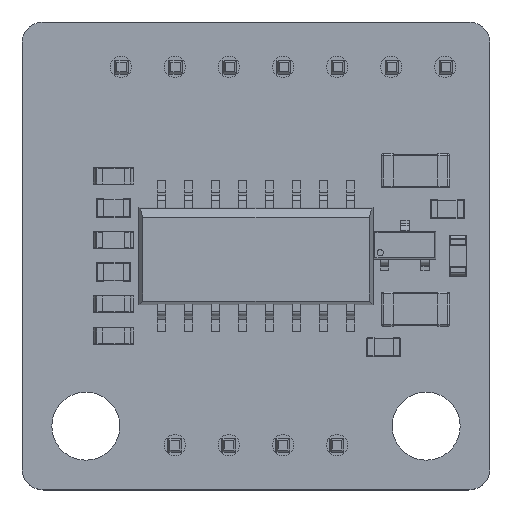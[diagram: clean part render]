
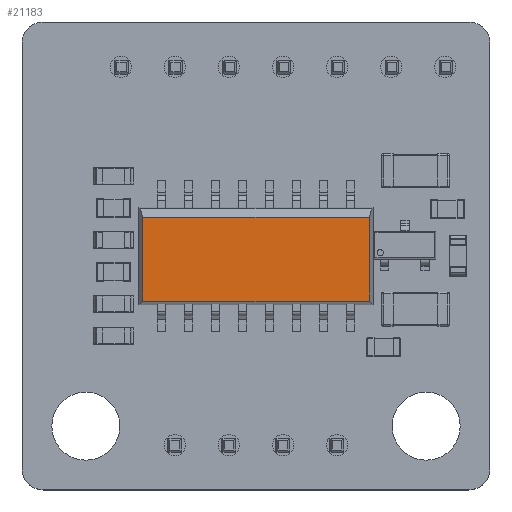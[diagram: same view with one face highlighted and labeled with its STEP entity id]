
A CAD part, top view. The second image highlights one B-rep face of the part: STEP entity #21183.
In plain terms, the highlighted free-form (B-spline) face has degree [1, 1] with [2, 2] control points.
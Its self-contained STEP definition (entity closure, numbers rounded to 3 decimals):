
#21183 = ADVANCED_FACE('',(#21184),#21197,.F.);
#21184 = FACE_BOUND('',#21185,.F.);
#21185 = EDGE_LOOP('',(#21186,#21218,#21243,#21268));
#21186 = ORIENTED_EDGE('',*,*,#21187,.F.);
#21187 = EDGE_CURVE('',#21188,#21190,#21192,.T.);
#21188 = VERTEX_POINT('',#21189);
#21189 = CARTESIAN_POINT('',(5.334,1.,-2.124));
#21190 = VERTEX_POINT('',#21191);
#21191 = CARTESIAN_POINT('',(-5.334,1.,-2.124));
#21192 = SURFACE_CURVE('',#21193,(#21196,#21207),.PCURVE_S1.);
#21193 = B_SPLINE_CURVE_WITH_KNOTS('',1,(#21194,#21195),.UNSPECIFIED.,
  .F.,.F.,(2,2),(-5.334,5.334),
  .PIECEWISE_BEZIER_KNOTS.);
#21194 = CARTESIAN_POINT('',(5.334,1.,-2.124));
#21195 = CARTESIAN_POINT('',(-5.334,1.,-2.124));
#21196 = PCURVE('',#21197,#21202);
#21197 = B_SPLINE_SURFACE_WITH_KNOTS('',1,1,(
    (#21198,#21199)
    ,(#21200,#21201
    )),.UNSPECIFIED.,.F.,.F.,.F.,(2,2),(2,2),(-1.808,
    2.124),(-5.334,5.334),
  .PIECEWISE_BEZIER_KNOTS.);
#21198 = CARTESIAN_POINT('',(-5.334,1.,1.808));
#21199 = CARTESIAN_POINT('',(5.334,1.,1.808));
#21200 = CARTESIAN_POINT('',(-5.334,1.,-2.124));
#21201 = CARTESIAN_POINT('',(5.334,1.,-2.124));
#21202 = DEFINITIONAL_REPRESENTATION('',(#21203),#21206);
#21203 = B_SPLINE_CURVE_WITH_KNOTS('',1,(#21204,#21205),.UNSPECIFIED.,
  .F.,.F.,(2,2),(-5.334,5.334),
  .PIECEWISE_BEZIER_KNOTS.);
#21204 = CARTESIAN_POINT('',(2.124,5.334));
#21205 = CARTESIAN_POINT('',(2.124,-5.334));
#21206 = ( GEOMETRIC_REPRESENTATION_CONTEXT(2) 
PARAMETRIC_REPRESENTATION_CONTEXT() REPRESENTATION_CONTEXT('2D SPACE',''
  ) );
#21207 = PCURVE('',#21208,#21213);
#21208 = B_SPLINE_SURFACE_WITH_KNOTS('',1,1,(
    (#21209,#21210)
    ,(#21211,#21212
  )),.UNSPECIFIED.,.F.,.F.,.F.,(2,2),(2,2),(-5.51,5.51),(
    0.,1.015),.PIECEWISE_BEZIER_KNOTS.);
#21209 = CARTESIAN_POINT('',(5.51,1.,-2.124));
#21210 = CARTESIAN_POINT('',(5.51,0.,-2.3));
#21211 = CARTESIAN_POINT('',(-5.51,1.,-2.124));
#21212 = CARTESIAN_POINT('',(-5.51,0.,-2.3));
#21213 = DEFINITIONAL_REPRESENTATION('',(#21214),#21217);
#21214 = B_SPLINE_CURVE_WITH_KNOTS('',1,(#21215,#21216),.UNSPECIFIED.,
  .F.,.F.,(2,2),(-5.334,5.334),
  .PIECEWISE_BEZIER_KNOTS.);
#21215 = CARTESIAN_POINT('',(-5.334,0.));
#21216 = CARTESIAN_POINT('',(5.334,0.));
#21217 = ( GEOMETRIC_REPRESENTATION_CONTEXT(2) 
PARAMETRIC_REPRESENTATION_CONTEXT() REPRESENTATION_CONTEXT('2D SPACE',''
  ) );
#21218 = ORIENTED_EDGE('',*,*,#21219,.F.);
#21219 = EDGE_CURVE('',#21220,#21188,#21222,.T.);
#21220 = VERTEX_POINT('',#21221);
#21221 = CARTESIAN_POINT('',(5.334,1.,1.808));
#21222 = SURFACE_CURVE('',#21223,(#21226,#21232),.PCURVE_S1.);
#21223 = B_SPLINE_CURVE_WITH_KNOTS('',1,(#21224,#21225),.UNSPECIFIED.,
  .F.,.F.,(2,2),(-1.808,2.124),
  .PIECEWISE_BEZIER_KNOTS.);
#21224 = CARTESIAN_POINT('',(5.334,1.,1.808));
#21225 = CARTESIAN_POINT('',(5.334,1.,-2.124));
#21226 = PCURVE('',#21197,#21227);
#21227 = DEFINITIONAL_REPRESENTATION('',(#21228),#21231);
#21228 = B_SPLINE_CURVE_WITH_KNOTS('',1,(#21229,#21230),.UNSPECIFIED.,
  .F.,.F.,(2,2),(-1.808,2.124),
  .PIECEWISE_BEZIER_KNOTS.);
#21229 = CARTESIAN_POINT('',(-1.808,5.334));
#21230 = CARTESIAN_POINT('',(2.124,5.334));
#21231 = ( GEOMETRIC_REPRESENTATION_CONTEXT(2) 
PARAMETRIC_REPRESENTATION_CONTEXT() REPRESENTATION_CONTEXT('2D SPACE',''
  ) );
#21232 = PCURVE('',#21233,#21238);
#21233 = B_SPLINE_SURFACE_WITH_KNOTS('',1,1,(
    (#21234,#21235)
    ,(#21236,#21237
    )),.UNSPECIFIED.,.F.,.F.,.F.,(2,2),(2,2),(-2.3,2.3),(0.,
    1.015),.PIECEWISE_BEZIER_KNOTS.);
#21234 = CARTESIAN_POINT('',(5.334,1.,2.3));
#21235 = CARTESIAN_POINT('',(5.51,0.,2.3));
#21236 = CARTESIAN_POINT('',(5.334,1.,-2.3));
#21237 = CARTESIAN_POINT('',(5.51,0.,-2.3));
#21238 = DEFINITIONAL_REPRESENTATION('',(#21239),#21242);
#21239 = B_SPLINE_CURVE_WITH_KNOTS('',1,(#21240,#21241),.UNSPECIFIED.,
  .F.,.F.,(2,2),(-1.808,2.124),
  .PIECEWISE_BEZIER_KNOTS.);
#21240 = CARTESIAN_POINT('',(-1.808,0.));
#21241 = CARTESIAN_POINT('',(2.124,0.));
#21242 = ( GEOMETRIC_REPRESENTATION_CONTEXT(2) 
PARAMETRIC_REPRESENTATION_CONTEXT() REPRESENTATION_CONTEXT('2D SPACE',''
  ) );
#21243 = ORIENTED_EDGE('',*,*,#21244,.F.);
#21244 = EDGE_CURVE('',#21245,#21220,#21247,.T.);
#21245 = VERTEX_POINT('',#21246);
#21246 = CARTESIAN_POINT('',(-5.334,1.,1.808));
#21247 = SURFACE_CURVE('',#21248,(#21251,#21257),.PCURVE_S1.);
#21248 = B_SPLINE_CURVE_WITH_KNOTS('',1,(#21249,#21250),.UNSPECIFIED.,
  .F.,.F.,(2,2),(0.176,10.844),
  .PIECEWISE_BEZIER_KNOTS.);
#21249 = CARTESIAN_POINT('',(-5.334,1.,1.808));
#21250 = CARTESIAN_POINT('',(5.334,1.,1.808));
#21251 = PCURVE('',#21197,#21252);
#21252 = DEFINITIONAL_REPRESENTATION('',(#21253),#21256);
#21253 = B_SPLINE_CURVE_WITH_KNOTS('',1,(#21254,#21255),.UNSPECIFIED.,
  .F.,.F.,(2,2),(0.176,10.844),
  .PIECEWISE_BEZIER_KNOTS.);
#21254 = CARTESIAN_POINT('',(-1.808,-5.334));
#21255 = CARTESIAN_POINT('',(-1.808,5.334));
#21256 = ( GEOMETRIC_REPRESENTATION_CONTEXT(2) 
PARAMETRIC_REPRESENTATION_CONTEXT() REPRESENTATION_CONTEXT('2D SPACE',''
  ) );
#21257 = PCURVE('',#21258,#21263);
#21258 = B_SPLINE_SURFACE_WITH_KNOTS('',1,1,(
    (#21259,#21260)
    ,(#21261,#21262
    )),.UNSPECIFIED.,.F.,.F.,.F.,(2,2),(2,2),(0.,
    0.622),(0.092,10.928),
  .PIECEWISE_BEZIER_KNOTS.);
#21259 = CARTESIAN_POINT('',(-5.418,0.523,
    2.208));
#21260 = CARTESIAN_POINT('',(5.418,0.523,
    2.208));
#21261 = CARTESIAN_POINT('',(-5.418,1.,1.808));
#21262 = CARTESIAN_POINT('',(5.418,1.,1.808));
#21263 = DEFINITIONAL_REPRESENTATION('',(#21264),#21267);
#21264 = B_SPLINE_CURVE_WITH_KNOTS('',1,(#21265,#21266),.UNSPECIFIED.,
  .F.,.F.,(2,2),(0.176,10.844),
  .PIECEWISE_BEZIER_KNOTS.);
#21265 = CARTESIAN_POINT('',(0.622,0.176));
#21266 = CARTESIAN_POINT('',(0.622,10.844));
#21267 = ( GEOMETRIC_REPRESENTATION_CONTEXT(2) 
PARAMETRIC_REPRESENTATION_CONTEXT() REPRESENTATION_CONTEXT('2D SPACE',''
  ) );
#21268 = ORIENTED_EDGE('',*,*,#21269,.F.);
#21269 = EDGE_CURVE('',#21190,#21245,#21270,.T.);
#21270 = SURFACE_CURVE('',#21271,(#21274,#21280),.PCURVE_S1.);
#21271 = B_SPLINE_CURVE_WITH_KNOTS('',1,(#21272,#21273),.UNSPECIFIED.,
  .F.,.F.,(2,2),(-2.124,1.808),
  .PIECEWISE_BEZIER_KNOTS.);
#21272 = CARTESIAN_POINT('',(-5.334,1.,-2.124));
#21273 = CARTESIAN_POINT('',(-5.334,1.,1.808));
#21274 = PCURVE('',#21197,#21275);
#21275 = DEFINITIONAL_REPRESENTATION('',(#21276),#21279);
#21276 = B_SPLINE_CURVE_WITH_KNOTS('',1,(#21277,#21278),.UNSPECIFIED.,
  .F.,.F.,(2,2),(-2.124,1.808),
  .PIECEWISE_BEZIER_KNOTS.);
#21277 = CARTESIAN_POINT('',(2.124,-5.334));
#21278 = CARTESIAN_POINT('',(-1.808,-5.334));
#21279 = ( GEOMETRIC_REPRESENTATION_CONTEXT(2) 
PARAMETRIC_REPRESENTATION_CONTEXT() REPRESENTATION_CONTEXT('2D SPACE',''
  ) );
#21280 = PCURVE('',#21281,#21286);
#21281 = B_SPLINE_SURFACE_WITH_KNOTS('',1,1,(
    (#21282,#21283)
    ,(#21284,#21285
    )),.UNSPECIFIED.,.F.,.F.,.F.,(2,2),(2,2),(-2.3,2.3),(
    0.,1.015),.PIECEWISE_BEZIER_KNOTS.);
#21282 = CARTESIAN_POINT('',(-5.334,1.,-2.3));
#21283 = CARTESIAN_POINT('',(-5.51,0.,-2.3));
#21284 = CARTESIAN_POINT('',(-5.334,1.,2.3));
#21285 = CARTESIAN_POINT('',(-5.51,0.,2.3));
#21286 = DEFINITIONAL_REPRESENTATION('',(#21287),#21290);
#21287 = B_SPLINE_CURVE_WITH_KNOTS('',1,(#21288,#21289),.UNSPECIFIED.,
  .F.,.F.,(2,2),(-2.124,1.808),
  .PIECEWISE_BEZIER_KNOTS.);
#21288 = CARTESIAN_POINT('',(-2.124,0.));
#21289 = CARTESIAN_POINT('',(1.808,0.));
#21290 = ( GEOMETRIC_REPRESENTATION_CONTEXT(2) 
PARAMETRIC_REPRESENTATION_CONTEXT() REPRESENTATION_CONTEXT('2D SPACE',''
  ) );
